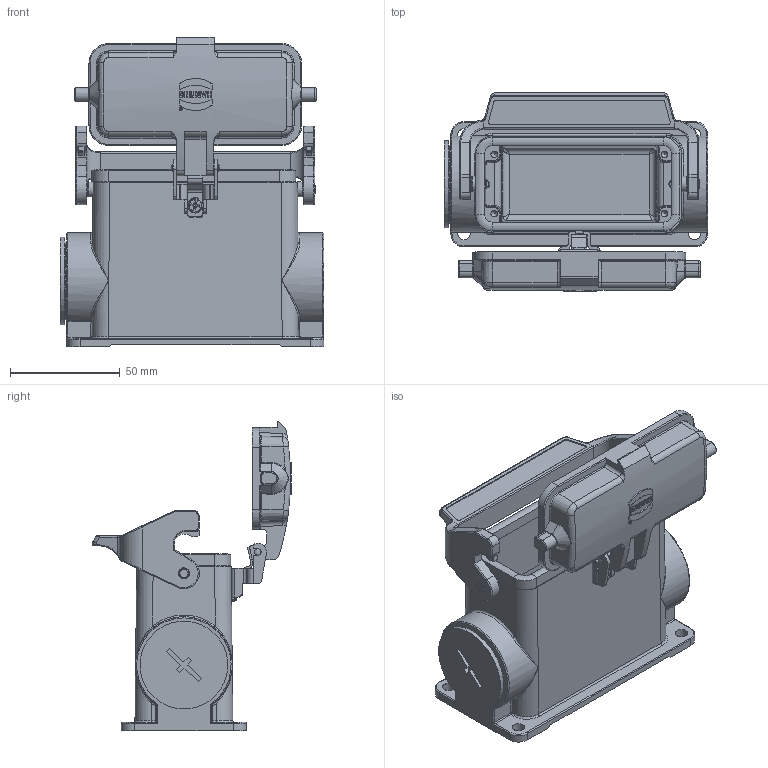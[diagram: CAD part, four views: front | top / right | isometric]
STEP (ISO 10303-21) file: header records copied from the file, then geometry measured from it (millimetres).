
FILE_DESCRIPTION((''),'2;1');
FILE_NAME('05300162271.stp','2020-07-09T12:53:00',('e.eickhoff'),(''),'Autodesk Inventor 2012','Autodesk Inventor 2012','');
FILE_SCHEMA(('AUTOMOTIVE_DESIGN { 1 0 10303 214 1 1 1 1 }'));
Length unit declared in the file: millimetre
Products named in the file (3): 05300162271; KBRM32
Assembly tree (2 placements, depth 2):
  05300162271
    05300162271
    KBRM32
Bounding box: 120 x 90.38 x 141.15 mm (x, y, z)
Volume: 180861.9 mm3; surface area: 90630.7 mm2
Topology: 4 solids, 4 shells, 1019 faces, 3274 edges, 2894 vertices
Faces by surface type: plane 474, cylinder 330, bspline 111, torus 61, cone 41, sphere 2
Full cylindrical faces by diameter (mm): 1.006 x1, 1.477 x1, 2.95 x2, 3 x6, 4 x3, 4.8 x2, 5.1 x2, 5.6 x4, 7 x3, 28 x2, 32 x2, 32.5 x1, 35.5 x1, 40 x1
Entity records: 41788 total; most frequent: CARTESIAN_POINT 12822, DIRECTION 5585, ORIENTED_EDGE 5130, EDGE_CURVE 2565, AXIS2_PLACEMENT_3D 1993, VERTEX_POINT 1649, VECTOR 1599, LINE 1599
